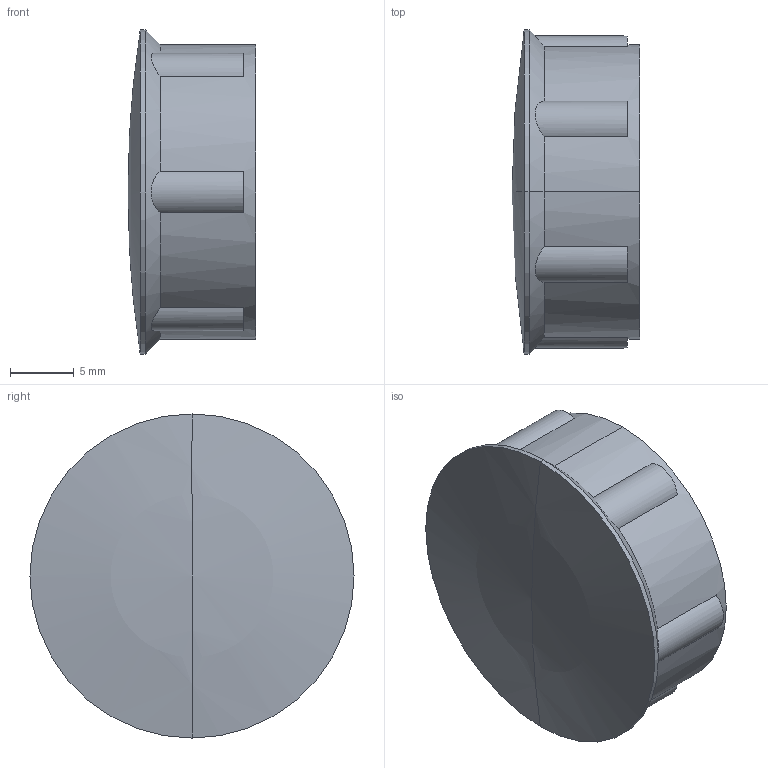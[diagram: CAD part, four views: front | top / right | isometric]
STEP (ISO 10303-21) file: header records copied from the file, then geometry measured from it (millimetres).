
FILE_DESCRIPTION(('STEP AP214'),'1');
FILE_NAME('cctmp_A8ACFDE6-9B1E-4B01-906F-BC85F7E83EA3_2022_03_25_14_28_38_0375..stp','2022-03-25T13:28:38',('Bosch Rexroth AG'),('CADClick - www.CADClick.com'),'Spatial InterOp 3D',' ','unknown authorization - (Healing Option Enabled)');
FILE_SCHEMA(('AUTOMOTIVE_DESIGN'));
Length unit declared in the file: millimetre
Products named in the file (1): 2022_03_25_14_28_38_0375
Bounding box: 10 x 25.34 x 25.34 mm (x, y, z)
Volume: 1260.6 mm3; surface area: 2196.9 mm2
Topology: 1 solids, 1 shells, 24 faces, 60 edges, 37 vertices
Faces by surface type: cylinder 12, plane 8, sphere 2, cone 2
Entity records: 1132 total; most frequent: CARTESIAN_POINT 342, DIRECTION 134, ORIENTED_EDGE 116, EDGE_CURVE 58, AXIS2_PLACEMENT_3D 57, VERTEX_POINT 37, CIRCLE 32, EDGE_LOOP 25
